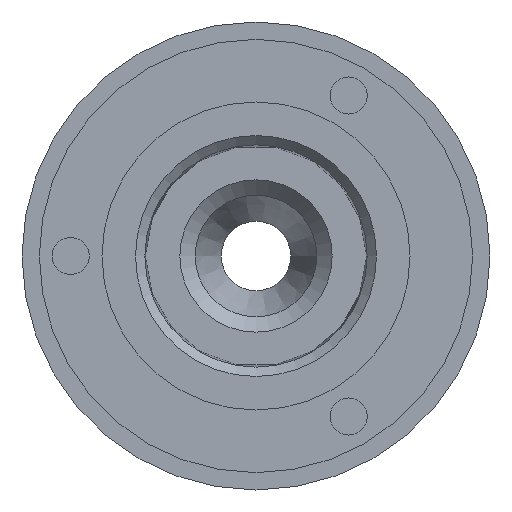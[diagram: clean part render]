
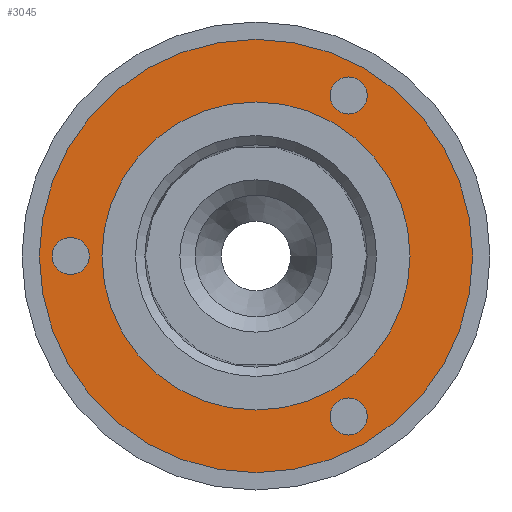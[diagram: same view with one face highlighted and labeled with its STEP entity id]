
A CAD part, front view. The second image highlights one B-rep face of the part: STEP entity #3045.
In plain terms, the highlighted planar face has unit normal (0, -1, 0).
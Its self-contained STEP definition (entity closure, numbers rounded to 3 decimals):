
#683=PLANE('',#3300);
#826=FACE_BOUND('',#1211,.T.);
#827=FACE_BOUND('',#1212,.T.);
#828=FACE_BOUND('',#1213,.T.);
#829=FACE_BOUND('',#1214,.T.);
#966=FACE_OUTER_BOUND('',#1210,.T.);
#1210=EDGE_LOOP('',(#2572));
#1211=EDGE_LOOP('',(#2573));
#1212=EDGE_LOOP('',(#2574));
#1213=EDGE_LOOP('',(#2575));
#1214=EDGE_LOOP('',(#2576));
#1321=CIRCLE('',#3154,4.);
#1328=CIRCLE('',#3167,4.);
#1342=CIRCLE('',#3198,4.);
#1378=CIRCLE('',#3299,46.75);
#1379=CIRCLE('',#3301,33.25);
#1454=VERTEX_POINT('',#4306);
#1461=VERTEX_POINT('',#4326);
#1484=VERTEX_POINT('',#4398);
#1599=VERTEX_POINT('',#4806);
#1600=VERTEX_POINT('',#4809);
#1756=EDGE_CURVE('',#1454,#1454,#1321,.T.);
#1763=EDGE_CURVE('',#1461,#1461,#1328,.T.);
#1795=EDGE_CURVE('',#1484,#1484,#1342,.T.);
#1951=EDGE_CURVE('',#1599,#1599,#1378,.T.);
#1952=EDGE_CURVE('',#1600,#1600,#1379,.T.);
#2572=ORIENTED_EDGE('',*,*,#1951,.T.);
#2573=ORIENTED_EDGE('',*,*,#1756,.T.);
#2574=ORIENTED_EDGE('',*,*,#1763,.T.);
#2575=ORIENTED_EDGE('',*,*,#1795,.T.);
#2576=ORIENTED_EDGE('',*,*,#1952,.F.);
#3045=ADVANCED_FACE('',(#966,#826,#827,#828,#829),#683,.T.);
#3154=AXIS2_PLACEMENT_3D('',#4307,#3520,#3521);
#3167=AXIS2_PLACEMENT_3D('',#4327,#3546,#3547);
#3198=AXIS2_PLACEMENT_3D('',#4399,#3626,#3627);
#3299=AXIS2_PLACEMENT_3D('',#4807,#3924,#3925);
#3300=AXIS2_PLACEMENT_3D('',#4808,#3926,#3927);
#3301=AXIS2_PLACEMENT_3D('',#4810,#3928,#3929);
#3520=DIRECTION('center_axis',(0.,1.,0.));
#3521=DIRECTION('ref_axis',(0.5,0.,-0.866));
#3546=DIRECTION('center_axis',(0.,1.,0.));
#3547=DIRECTION('ref_axis',(0.5,0.,0.866));
#3626=DIRECTION('center_axis',(0.,1.,0.));
#3627=DIRECTION('ref_axis',(-1.,0.,0.));
#3924=DIRECTION('center_axis',(0.,-1.,0.));
#3925=DIRECTION('ref_axis',(1.,0.,0.));
#3926=DIRECTION('center_axis',(0.,-1.,0.));
#3927=DIRECTION('ref_axis',(0.,0.,-1.));
#3928=DIRECTION('center_axis',(0.,-1.,0.));
#3929=DIRECTION('ref_axis',(1.,0.,0.));
#4306=CARTESIAN_POINT('',(18.,-102.,-31.177));
#4307=CARTESIAN_POINT('Origin',(20.,-102.,-34.641));
#4326=CARTESIAN_POINT('',(18.,-102.,31.177));
#4327=CARTESIAN_POINT('Origin',(20.,-102.,34.641));
#4398=CARTESIAN_POINT('',(-36.,-102.,0.));
#4399=CARTESIAN_POINT('Origin',(-40.,-102.,0.));
#4806=CARTESIAN_POINT('',(46.75,-102.,0.));
#4807=CARTESIAN_POINT('Origin',(0.,-102.,0.));
#4808=CARTESIAN_POINT('Origin',(33.25,-102.,0.));
#4809=CARTESIAN_POINT('',(33.25,-102.,0.));
#4810=CARTESIAN_POINT('Origin',(0.,-102.,0.));
